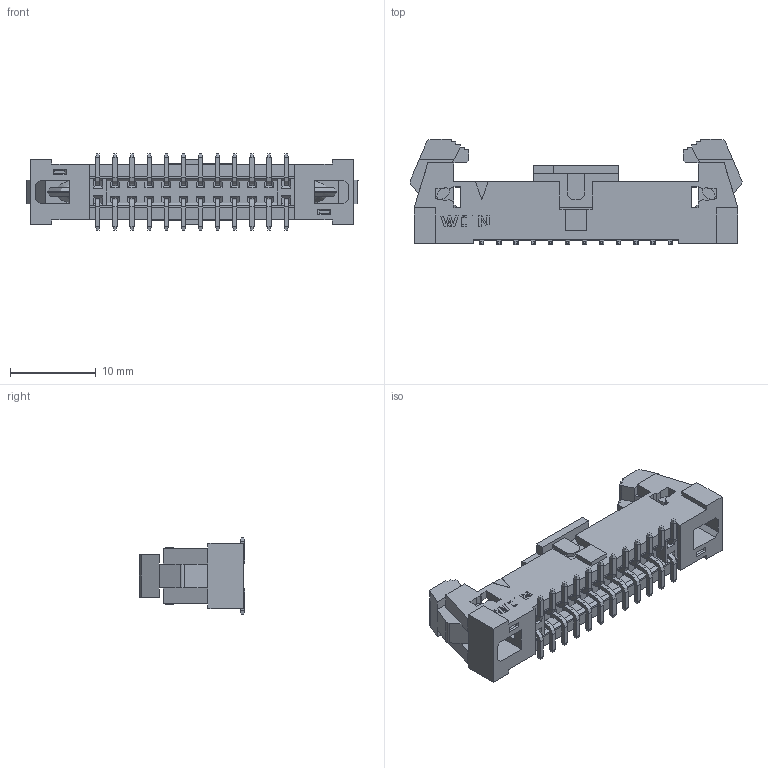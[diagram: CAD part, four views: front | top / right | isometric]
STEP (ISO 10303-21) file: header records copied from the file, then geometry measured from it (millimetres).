
FILE_DESCRIPTION( ('This file contains a STEP AP42 implementation' ,'as created by ZW3D STEP Interface translator.') ,'2;1' );
FILE_NAME( '3221-XXMXXBSX1W.stp' ,'231128.142725', (''), ('ZWCAD Software Co.'), 'Version 1.0', 'ZW3D to STEP translator', '' );
FILE_SCHEMA(('AUTOMOTIVE_DESIGN { 1 0 10303 214 1 1 1 1 }'));
Length unit declared in the file: millimetre
Products named in the file (2): 0; 3221-24MXXBSR1W
Bounding box: 38.78 x 12.29 x 8.9 mm (x, y, z)
Volume: 1498.1 mm3
Topology: 2 solids, 4 shells, 1108 faces, 2785 edges, 1706 vertices
Faces by surface type: plane 952, bspline 94, cylinder 50, cone 8, sphere 4
Entity records: 35511 total; most frequent: CARTESIAN_POINT 8584, ORIENTED_EDGE 5576, DIRECTION 4894, EDGE_CURVE 2788, VECTOR 2316, LINE 2316, VERTEX_POINT 1708, AXIS2_PLACEMENT_3D 1289
